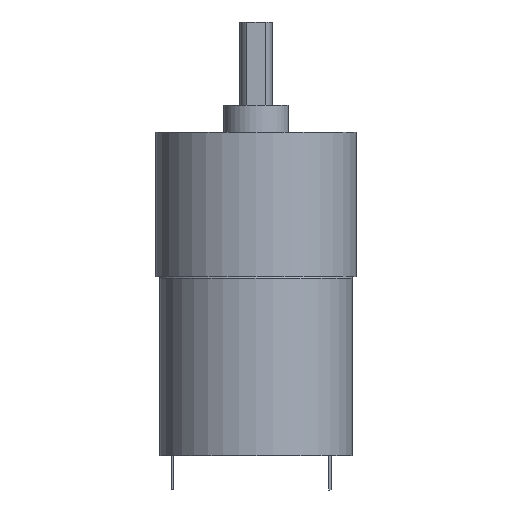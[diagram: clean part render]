
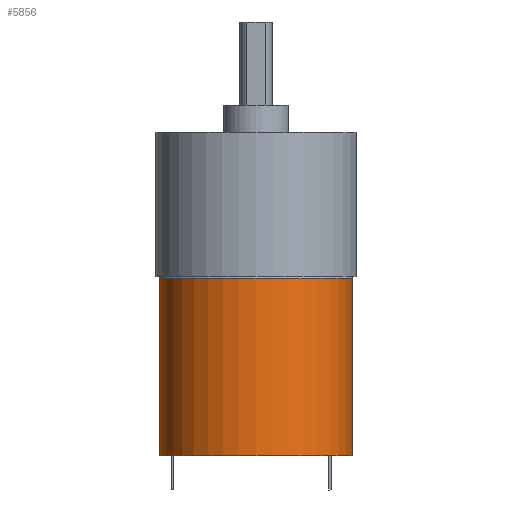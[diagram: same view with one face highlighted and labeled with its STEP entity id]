
A CAD part, front view. The second image highlights one B-rep face of the part: STEP entity #5856.
In plain terms, the highlighted cylindrical face has radius 17.72 mm (diameter 35.44 mm), a partial arc.
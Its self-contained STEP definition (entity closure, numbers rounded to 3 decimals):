
#200 = FACE_OUTER_BOUND ( 'NONE', #4222, .T. ) ;
#262 = CARTESIAN_POINT ( 'NONE',  ( -17.72, 0., 32.8 ) ) ;
#741 = ORIENTED_EDGE ( 'NONE', *, *, #7501, .T. ) ;
#1249 = CARTESIAN_POINT ( 'NONE',  ( -17.72, 0., 33. ) ) ;
#1327 = DIRECTION ( 'NONE',  ( 1., 0., 0. ) ) ;
#1418 = AXIS2_PLACEMENT_3D ( 'NONE', #1947, #2735, #3487 ) ;
#1736 = LINE ( 'NONE', #7746, #10296 ) ;
#1947 = CARTESIAN_POINT ( 'NONE',  ( 0., 0., 32.8 ) ) ;
#2223 = CARTESIAN_POINT ( 'NONE',  ( 0., 0., 33. ) ) ;
#2436 = VERTEX_POINT ( 'NONE', #9670 ) ;
#2735 = DIRECTION ( 'NONE',  ( 0., 0., -1. ) ) ;
#2775 = ORIENTED_EDGE ( 'NONE', *, *, #8446, .T. ) ;
#3074 = DIRECTION ( 'NONE',  ( -1., 0., 0. ) ) ;
#3340 = LINE ( 'NONE', #1249, #7485 ) ;
#3487 = DIRECTION ( 'NONE',  ( 1., 0., 0. ) ) ;
#3660 = VERTEX_POINT ( 'NONE', #10399 ) ;
#3896 = VERTEX_POINT ( 'NONE', #4530 ) ;
#4060 = DIRECTION ( 'NONE',  ( 0., 0., -1. ) ) ;
#4222 = EDGE_LOOP ( 'NONE', ( #9744, #741, #6221, #2775 ) ) ;
#4530 = CARTESIAN_POINT ( 'NONE',  ( 17.72, 0., 0. ) ) ;
#4682 = EDGE_CURVE ( 'NONE', #7567, #3660, #3340, .T. ) ;
#5236 = DIRECTION ( 'NONE',  ( 0., 0., -1. ) ) ;
#5487 = DIRECTION ( 'NONE',  ( 0., 0., 1. ) ) ;
#5856 = ADVANCED_FACE ( 'NONE', ( #200 ), #10318, .T. ) ;
#6221 = ORIENTED_EDGE ( 'NONE', *, *, #4682, .T. ) ;
#7367 = AXIS2_PLACEMENT_3D ( 'NONE', #2223, #10610, #3074 ) ;
#7485 = VECTOR ( 'NONE', #4060, 1000. ) ;
#7501 = EDGE_CURVE ( 'NONE', #2436, #7567, #8599, .T. ) ;
#7567 = VERTEX_POINT ( 'NONE', #262 ) ;
#7630 = EDGE_CURVE ( 'NONE', #2436, #3896, #1736, .T. ) ;
#7746 = CARTESIAN_POINT ( 'NONE',  ( 17.72, 0., 33. ) ) ;
#8048 = CARTESIAN_POINT ( 'NONE',  ( 0., 0., 0. ) ) ;
#8446 = EDGE_CURVE ( 'NONE', #3660, #3896, #9503, .T. ) ;
#8599 = CIRCLE ( 'NONE', #1418, 17.72 ) ;
#9046 = AXIS2_PLACEMENT_3D ( 'NONE', #8048, #5487, #1327 ) ;
#9503 = CIRCLE ( 'NONE', #9046, 17.72 ) ;
#9670 = CARTESIAN_POINT ( 'NONE',  ( 17.72, 0., 32.8 ) ) ;
#9744 = ORIENTED_EDGE ( 'NONE', *, *, #7630, .F. ) ;
#10296 = VECTOR ( 'NONE', #5236, 1000. ) ;
#10318 = CYLINDRICAL_SURFACE ( 'NONE', #7367, 17.72 ) ;
#10399 = CARTESIAN_POINT ( 'NONE',  ( -17.72, 0., 0. ) ) ;
#10610 = DIRECTION ( 'NONE',  ( 0., 0., -1. ) ) ;
